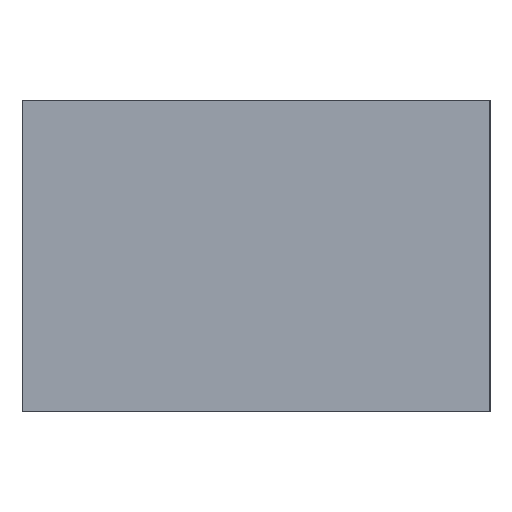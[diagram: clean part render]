
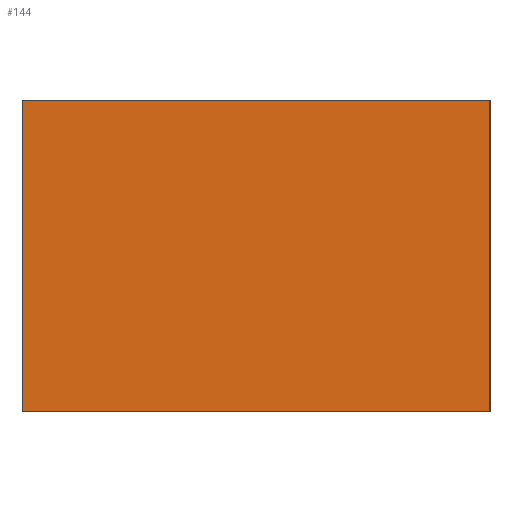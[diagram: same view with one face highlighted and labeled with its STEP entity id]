
A CAD part, left-side view. The second image highlights one B-rep face of the part: STEP entity #144.
In plain terms, the highlighted planar face has unit normal (-1, 0, 0).
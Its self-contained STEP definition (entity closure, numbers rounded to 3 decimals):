
#144 = ADVANCED_FACE( '', ( #246 ), #247, .F. );
#246 = FACE_OUTER_BOUND( '', #327, .T. );
#247 = PLANE( '', #328 );
#327 = EDGE_LOOP( '', ( #419, #420, #421, #422 ) );
#328 = AXIS2_PLACEMENT_3D( '', #423, #424, #425 );
#419 = ORIENTED_EDGE( '', *, *, #535, .T. );
#420 = ORIENTED_EDGE( '', *, *, #512, .F. );
#421 = ORIENTED_EDGE( '', *, *, #539, .F. );
#422 = ORIENTED_EDGE( '', *, *, #540, .T. );
#423 = CARTESIAN_POINT( '', ( -1.075, -0.675, 0.45 ) );
#424 = DIRECTION( '', ( 1., 0., 0. ) );
#425 = DIRECTION( '', ( 0., 0., -1. ) );
#512 = EDGE_CURVE( '', #568, #563, #570, .T. );
#535 = EDGE_CURVE( '', #606, #563, #607, .T. );
#539 = EDGE_CURVE( '', #612, #568, #613, .T. );
#540 = EDGE_CURVE( '', #612, #606, #614, .T. );
#563 = VERTEX_POINT( '', #641 );
#568 = VERTEX_POINT( '', #648 );
#570 = LINE( '', #651, #652 );
#606 = VERTEX_POINT( '', #704 );
#607 = LINE( '', #705, #706 );
#612 = VERTEX_POINT( '', #713 );
#613 = LINE( '', #714, #715 );
#614 = LINE( '', #716, #717 );
#641 = CARTESIAN_POINT( '', ( -1.075, 0.675, -0.45 ) );
#648 = CARTESIAN_POINT( '', ( -1.075, -0.675, -0.45 ) );
#651 = CARTESIAN_POINT( '', ( -1.075, -0.675, -0.45 ) );
#652 = VECTOR( '', #757, 1000. );
#704 = CARTESIAN_POINT( '', ( -1.075, 0.675, 0.45 ) );
#705 = CARTESIAN_POINT( '', ( -1.075, 0.675, 0.45 ) );
#706 = VECTOR( '', #774, 1000. );
#713 = CARTESIAN_POINT( '', ( -1.075, -0.675, 0.45 ) );
#714 = CARTESIAN_POINT( '', ( -1.075, -0.675, 0.45 ) );
#715 = VECTOR( '', #777, 1000. );
#716 = CARTESIAN_POINT( '', ( -1.075, -0.675, 0.45 ) );
#717 = VECTOR( '', #778, 1000. );
#757 = DIRECTION( '', ( 0., 1., 0. ) );
#774 = DIRECTION( '', ( 0., 0., -1. ) );
#777 = DIRECTION( '', ( 0., 0., -1. ) );
#778 = DIRECTION( '', ( 0., 1., 0. ) );
